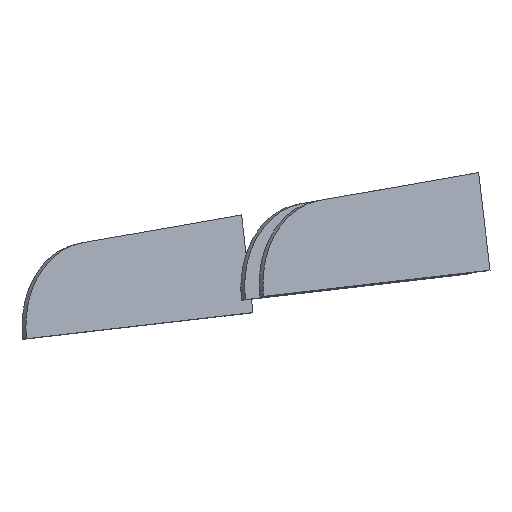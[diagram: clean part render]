
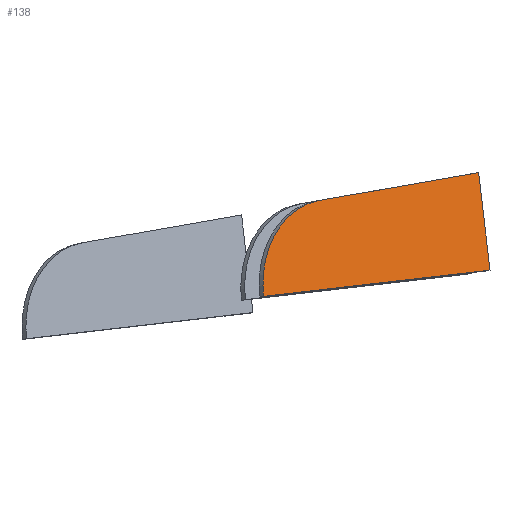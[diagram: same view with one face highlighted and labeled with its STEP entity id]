
A CAD part, top view. The second image highlights one B-rep face of the part: STEP entity #138.
In plain terms, the highlighted planar face has unit normal (0.612, 0.071, 0.788).
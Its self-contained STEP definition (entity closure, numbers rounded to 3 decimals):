
#21 = EDGE_CURVE('',#22,#24,#26,.T.);
#22 = VERTEX_POINT('',#23);
#23 = CARTESIAN_POINT('',(10662.635,1844.57,
    -3664.887));
#24 = VERTEX_POINT('',#25);
#25 = CARTESIAN_POINT('',(10948.182,1894.92,
    -3891.038));
#26 = SURFACE_CURVE('',#27,(#31,#43),.PCURVE_S1.);
#27 = LINE('',#28,#29);
#28 = CARTESIAN_POINT('',(4548.751,766.528,
    1177.285));
#29 = VECTOR('',#30,1.);
#30 = DIRECTION('',(0.777,0.137,-0.615));
#31 = PCURVE('',#32,#37);
#32 = PLANE('',#33);
#33 = AXIS2_PLACEMENT_3D('',#34,#35,#36);
#34 = CARTESIAN_POINT('',(6.078,-34.468,8065.));
#35 = DIRECTION('',(-0.174,0.985,0.));
#36 = DIRECTION('',(0.,0.,1.));
#37 = DEFINITIONAL_REPRESENTATION('',(#38),#42);
#38 = LINE('',#39,#40);
#39 = CARTESIAN_POINT('',(-6887.715,4612.751));
#40 = VECTOR('',#41,1.);
#41 = DIRECTION('',(-0.615,0.789));
#42 = ( GEOMETRIC_REPRESENTATION_CONTEXT(2) 
PARAMETRIC_REPRESENTATION_CONTEXT() REPRESENTATION_CONTEXT('2D SPACE',''
  ) );
#43 = PCURVE('',#44,#49);
#44 = PLANE('',#45);
#45 = AXIS2_PLACEMENT_3D('',#46,#47,#48);
#46 = CARTESIAN_POINT('',(10662.635,1844.57,
    -3664.887));
#47 = DIRECTION('',(0.611,0.071,0.788));
#48 = DIRECTION('',(-0.456,-0.782,0.425));
#49 = DEFINITIONAL_REPRESENTATION('',(#50),#54);
#50 = LINE('',#51,#52);
#51 = CARTESIAN_POINT('',(5691.771,-5439.865));
#52 = VECTOR('',#53,1.);
#53 = DIRECTION('',(-0.723,0.691));
#54 = ( GEOMETRIC_REPRESENTATION_CONTEXT(2) 
PARAMETRIC_REPRESENTATION_CONTEXT() REPRESENTATION_CONTEXT('2D SPACE',''
  ) );
#72 = PLANE('',#73);
#73 = AXIS2_PLACEMENT_3D('',#74,#75,#76);
#74 = CARTESIAN_POINT('',(10866.985,1270.168,
    -4087.095));
#75 = DIRECTION('',(0.783,0.091,-0.616));
#76 = DIRECTION('',(0.,-0.989,-0.147)
  );
#126 = CYLINDRICAL_SURFACE('',#127,160.);
#127 = AXIS2_PLACEMENT_3D('',#128,#129,#130);
#128 = CARTESIAN_POINT('',(10470.778,1648.273,
    -3949.868));
#129 = DIRECTION('',(-0.607,-0.107,-0.788));
#130 = DIRECTION('',(0.661,-0.618,-0.426));
#138 = ADVANCED_FACE('',(#139),#44,.T.);
#139 = FACE_BOUND('',#140,.T.);
#140 = EDGE_LOOP('',(#141,#171,#192,#193));
#141 = ORIENTED_EDGE('',*,*,#142,.F.);
#142 = EDGE_CURVE('',#143,#145,#147,.T.);
#143 = VERTEX_POINT('',#144);
#144 = CARTESIAN_POINT('',(10968.706,1719.321,
    -3891.038));
#145 = VERTEX_POINT('',#146);
#146 = CARTESIAN_POINT('',(10561.711,1671.751,
    -3570.894));
#147 = SURFACE_CURVE('',#148,(#152,#159),.PCURVE_S1.);
#148 = LINE('',#149,#150);
#149 = CARTESIAN_POINT('',(10621.457,1678.734,
    -3617.89));
#150 = VECTOR('',#151,1.);
#151 = DIRECTION('',(-0.783,-0.091,0.616)
  );
#152 = PCURVE('',#44,#153);
#153 = DEFINITIONAL_REPRESENTATION('',(#154),#158);
#154 = LINE('',#155,#156);
#155 = CARTESIAN_POINT('',(168.396,55.216));
#156 = VECTOR('',#157,1.);
#157 = DIRECTION('',(0.69,-0.723));
#158 = ( GEOMETRIC_REPRESENTATION_CONTEXT(2) 
PARAMETRIC_REPRESENTATION_CONTEXT() REPRESENTATION_CONTEXT('2D SPACE',''
  ) );
#159 = PCURVE('',#160,#165);
#160 = PLANE('',#161);
#161 = AXIS2_PLACEMENT_3D('',#162,#163,#164);
#162 = CARTESIAN_POINT('',(10561.711,1671.751,
    -3570.894));
#163 = DIRECTION('',(0.138,-0.99,0.028)
  );
#164 = DIRECTION('',(-0.99,-0.138,0.
    ));
#165 = DEFINITIONAL_REPRESENTATION('',(#166),#170);
#166 = LINE('',#167,#168);
#167 = CARTESIAN_POINT('',(-60.138,47.015));
#168 = VECTOR('',#169,1.);
#169 = DIRECTION('',(0.788,-0.616));
#170 = ( GEOMETRIC_REPRESENTATION_CONTEXT(2) 
PARAMETRIC_REPRESENTATION_CONTEXT() REPRESENTATION_CONTEXT('2D SPACE',''
  ) );
#171 = ORIENTED_EDGE('',*,*,#172,.F.);
#172 = EDGE_CURVE('',#24,#143,#173,.T.);
#173 = SURFACE_CURVE('',#174,(#178,#185),.PCURVE_S1.);
#174 = LINE('',#175,#176);
#175 = CARTESIAN_POINT('',(10984.632,1583.063,
    -3891.038));
#176 = VECTOR('',#177,1.);
#177 = DIRECTION('',(0.116,-0.993,0.)
  );
#178 = PCURVE('',#44,#179);
#179 = DEFINITIONAL_REPRESENTATION('',(#180),#184);
#180 = LINE('',#181,#182);
#181 = CARTESIAN_POINT('',(-38.715,470.865));
#182 = VECTOR('',#183,1.);
#183 = DIRECTION('',(0.723,0.69));
#184 = ( GEOMETRIC_REPRESENTATION_CONTEXT(2) 
PARAMETRIC_REPRESENTATION_CONTEXT() REPRESENTATION_CONTEXT('2D SPACE',''
  ) );
#185 = PCURVE('',#72,#186);
#186 = DEFINITIONAL_REPRESENTATION('',(#187),#191);
#187 = LINE('',#188,#189);
#188 = CARTESIAN_POINT('',(-338.313,-189.015));
#189 = VECTOR('',#190,1.);
#190 = DIRECTION('',(0.982,-0.187));
#191 = ( GEOMETRIC_REPRESENTATION_CONTEXT(2) 
PARAMETRIC_REPRESENTATION_CONTEXT() REPRESENTATION_CONTEXT('2D SPACE',''
  ) );
#192 = ORIENTED_EDGE('',*,*,#21,.F.);
#193 = ORIENTED_EDGE('',*,*,#194,.T.);
#194 = EDGE_CURVE('',#22,#145,#195,.T.);
#195 = SURFACE_CURVE('',#196,(#201,#208),.PCURVE_S1.);
#196 = ELLIPSE('',#197,160.103,160.);
#197 = AXIS2_PLACEMENT_3D('',#198,#199,#200);
#198 = CARTESIAN_POINT('',(10686.94,1686.388,
    -3669.4));
#199 = DIRECTION('',(0.611,0.071,0.788));
#200 = DIRECTION('',(0.116,-0.993,0.)
  );
#201 = PCURVE('',#44,#202);
#202 = DEFINITIONAL_REPRESENTATION('',(#203),#207);
#203 = ELLIPSE('',#204,160.103,160.);
#204 = AXIS2_PLACEMENT_2D('',#205,#206);
#205 = CARTESIAN_POINT('',(110.626,115.735));
#206 = DIRECTION('',(0.723,0.69));
#207 = ( GEOMETRIC_REPRESENTATION_CONTEXT(2) 
PARAMETRIC_REPRESENTATION_CONTEXT() REPRESENTATION_CONTEXT('2D SPACE',''
  ) );
#208 = PCURVE('',#126,#209);
#209 = DEFINITIONAL_REPRESENTATION('',(#210),#220);
#210 = B_SPLINE_CURVE_WITH_KNOTS('',8,(#211,#212,#213,#214,#215,#216,
    #217,#218,#219),.UNSPECIFIED.,.F.,.F.,(9,9),(3.187,
    4.712),.PIECEWISE_BEZIER_KNOTS.);
#211 = CARTESIAN_POINT('',(3.904,-361.879));
#212 = CARTESIAN_POINT('',(3.713,-361.828));
#213 = CARTESIAN_POINT('',(3.523,-361.54));
#214 = CARTESIAN_POINT('',(3.332,-361.017));
#215 = CARTESIAN_POINT('',(3.142,-360.28));
#216 = CARTESIAN_POINT('',(2.951,-359.368));
#217 = CARTESIAN_POINT('',(2.76,-358.335));
#218 = CARTESIAN_POINT('',(2.57,-357.241));
#219 = CARTESIAN_POINT('',(2.379,-356.147));
#220 = ( GEOMETRIC_REPRESENTATION_CONTEXT(2) 
PARAMETRIC_REPRESENTATION_CONTEXT() REPRESENTATION_CONTEXT('2D SPACE',''
  ) );
